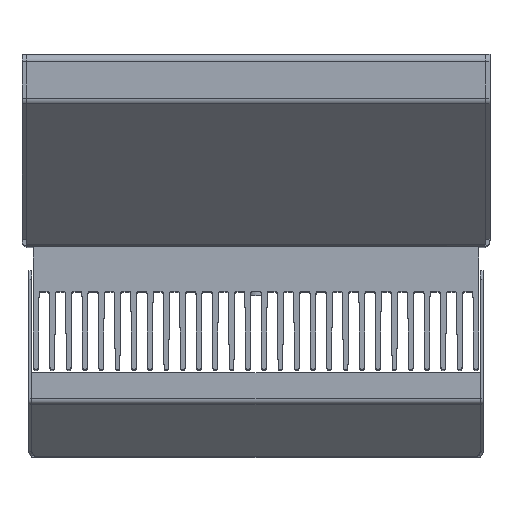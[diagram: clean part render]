
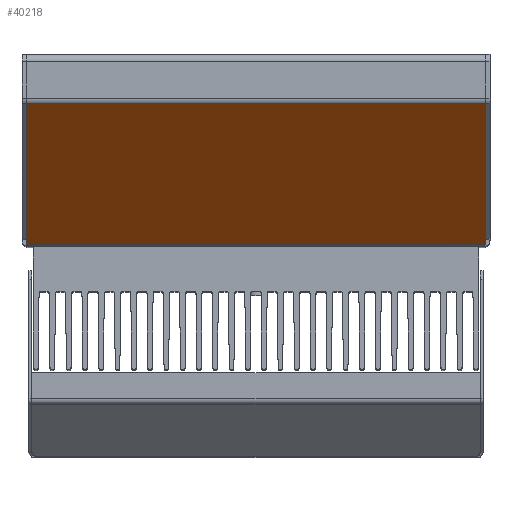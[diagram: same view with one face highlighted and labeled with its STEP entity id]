
A CAD part, top view. The second image highlights one B-rep face of the part: STEP entity #40218.
In plain terms, the highlighted planar face has unit normal (0, -0.707, 0.707).
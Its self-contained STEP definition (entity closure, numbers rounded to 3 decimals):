
#11471=DIRECTION('',(1.,0.,0.));
#11472=VECTOR('',#11471,155.);
#11473=CARTESIAN_POINT('',(-132.5,-0.898,177.732));
#11474=LINE('',#11473,#11472);
#11537=DIRECTION('',(0.,-0.707,-0.707));
#11538=VECTOR('',#11537,67.225);
#11539=CARTESIAN_POINT('',(-132.5,46.638,225.268));
#11540=LINE('',#11539,#11538);
#12351=DIRECTION('',(0.,0.707,0.707));
#12352=VECTOR('',#12351,67.225);
#12353=CARTESIAN_POINT('',(22.5,-0.898,177.732));
#12354=LINE('',#12353,#12352);
#12399=DIRECTION('',(-1.,0.,0.));
#12400=VECTOR('',#12399,155.);
#12401=CARTESIAN_POINT('',(22.5,46.638,225.268));
#12402=LINE('',#12401,#12400);
#23333=CARTESIAN_POINT('',(-132.5,-0.898,177.732));
#23334=CARTESIAN_POINT('',(22.5,-0.898,177.732));
#23335=VERTEX_POINT('',#23333);
#23336=VERTEX_POINT('',#23334);
#23337=CARTESIAN_POINT('',(22.5,46.638,225.268));
#23338=CARTESIAN_POINT('',(-132.5,46.638,225.268));
#23339=VERTEX_POINT('',#23337);
#23340=VERTEX_POINT('',#23338);
#40204=CARTESIAN_POINT('',(-55.,22.87,201.5));
#40205=DIRECTION('',(0.,0.707,-0.707));
#40206=DIRECTION('',(0.,-0.707,-0.707));
#40207=AXIS2_PLACEMENT_3D('',#40204,#40205,#40206);
#40208=PLANE('',#40207);
#40210=ORIENTED_EDGE('',*,*,#40209,.F.);
#40212=ORIENTED_EDGE('',*,*,#40211,.F.);
#40214=ORIENTED_EDGE('',*,*,#40213,.F.);
#40215=ORIENTED_EDGE('',*,*,#40187,.F.);
#40216=EDGE_LOOP('',(#40210,#40212,#40214,#40215));
#40217=FACE_OUTER_BOUND('',#40216,.F.);
#40218=ADVANCED_FACE('',(#40217),#40208,.F.);
#40187=EDGE_CURVE('',#23335,#23336,#11474,.T.);
#40209=EDGE_CURVE('',#23340,#23335,#11540,.T.);
#40211=EDGE_CURVE('',#23339,#23340,#12402,.T.);
#40213=EDGE_CURVE('',#23336,#23339,#12354,.T.);
